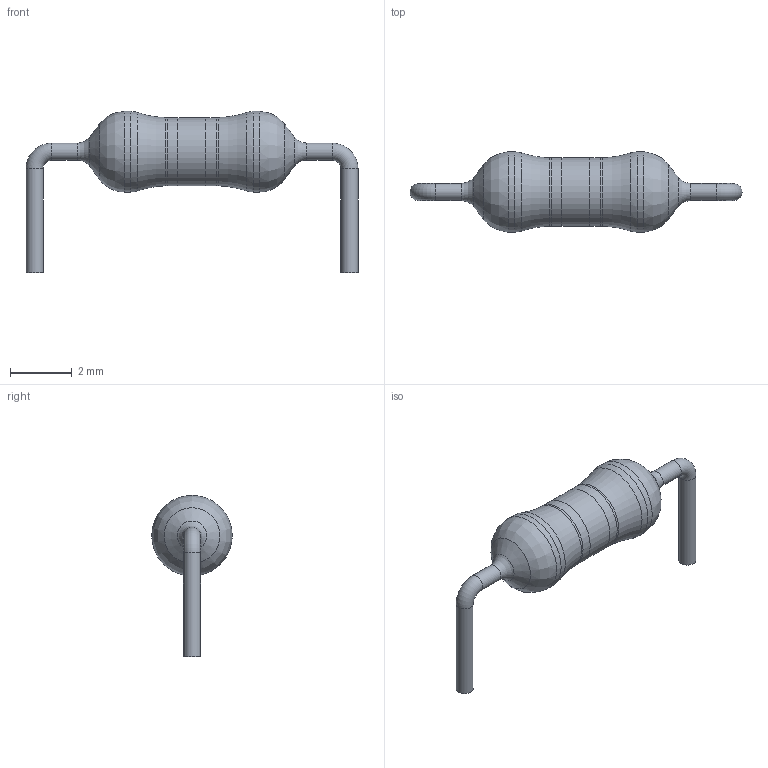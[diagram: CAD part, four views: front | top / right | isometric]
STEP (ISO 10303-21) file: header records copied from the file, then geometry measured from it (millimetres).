
FILE_DESCRIPTION(('FreeCAD Model'),'2;1');
FILE_NAME('10k.step', '2017-09-05T19:56:00',('Author'),(''), 'Open CASCADE STEP processor 6.9','FreeCAD','Unknown');
FILE_SCHEMA(('AUTOMOTIVE_DESIGN { 1 0 10303 214 1 1 1 1 }'));
Length unit declared in the file: millimetre
Products named in the file (4): ASSEMBLY; RES-0.25W-H-MF002; RES-0.25W-H-MF001; RES-0.25W-H-MF
Assembly tree (3 placements, depth 2):
  ASSEMBLY
    RES-0.25W-H-MF002
    RES-0.25W-H-MF001
    RES-0.25W-H-MF
Bounding box: 10.71 x 2.6 x 5.2 mm (x, y, z)
Volume: 29.3 mm3; surface area: 71.2 mm2
Topology: 3 solids, 3 shells, 29 faces, 49 edges, 26 vertices
Faces by surface type: cylinder 9, torus 8, plane 6, revolution 4, cone 2
Full cylindrical faces by diameter (mm): 0.55 x4, 2.2 x3, 2.6 x2
Entity records: 1712 total; most frequent: CARTESIAN_POINT 397, DIRECTION 207, ORIENTED_EDGE 98, PCURVE 98, DEFINITIONAL_REPRESENTATION 98, LINE 88, VECTOR 88, AXIS2_PLACEMENT_3D 55
